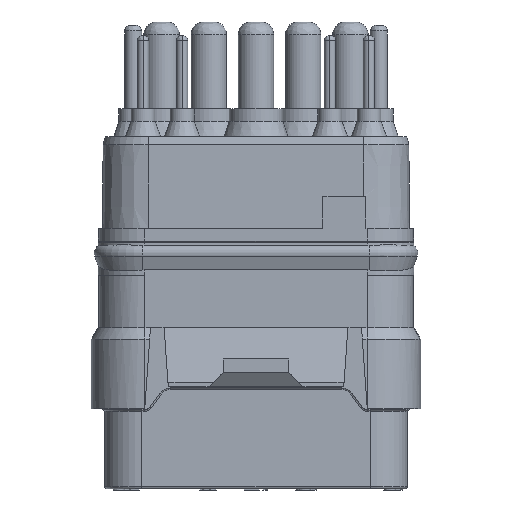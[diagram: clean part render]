
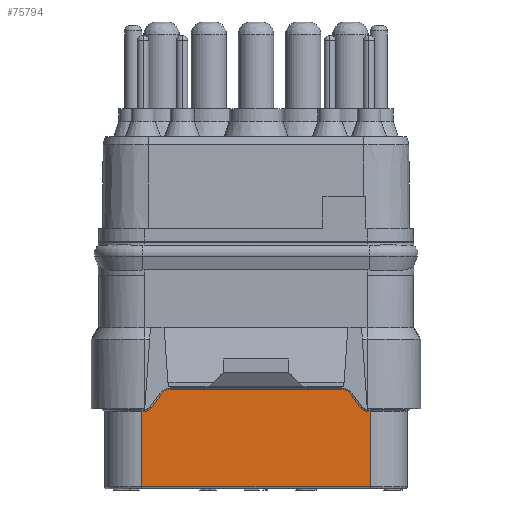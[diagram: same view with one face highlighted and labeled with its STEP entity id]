
A CAD part, front view. The second image highlights one B-rep face of the part: STEP entity #75794.
In plain terms, the highlighted planar face has unit normal (0, -1, 0).
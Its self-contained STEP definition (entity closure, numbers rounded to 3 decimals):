
#12559=DIRECTION('',(-1.,0.,0.));
#12560=VECTOR('',#12559,10.4);
#12561=CARTESIAN_POINT('',(5.2,-5.875,-11.78));
#12562=LINE('',#12561,#12560);
#12563=DIRECTION('',(-1.,0.,0.));
#12564=VECTOR('',#12563,0.1);
#12565=CARTESIAN_POINT('',(-5.1,-5.875,-8.36));
#12566=LINE('',#12565,#12564);
#12567=CARTESIAN_POINT('',(-5.1,-5.875,-7.98));
#12568=DIRECTION('',(0.,1.,0.));
#12569=DIRECTION('',(0.8,0.,-0.6));
#12570=AXIS2_PLACEMENT_3D('',#12567,#12568,#12569);
#12572=DIRECTION('',(-0.6,0.,-0.8));
#12573=VECTOR('',#12572,0.8);
#12574=CARTESIAN_POINT('',(-4.316,-5.875,-7.568));
#12575=LINE('',#12574,#12573);
#12576=CARTESIAN_POINT('',(-3.9,-5.875,-7.88));
#12577=DIRECTION('',(0.,-1.,0.));
#12578=DIRECTION('',(0.,0.,1.));
#12579=AXIS2_PLACEMENT_3D('',#12576,#12577,#12578);
#12581=DIRECTION('',(-1.,0.,0.));
#12582=VECTOR('',#12581,7.8);
#12583=CARTESIAN_POINT('',(3.9,-5.875,-7.36));
#12584=LINE('',#12583,#12582);
#12585=CARTESIAN_POINT('',(3.9,-5.875,-7.88));
#12586=DIRECTION('',(0.,-1.,0.));
#12587=DIRECTION('',(0.8,0.,0.6));
#12588=AXIS2_PLACEMENT_3D('',#12585,#12586,#12587);
#12590=DIRECTION('',(-0.6,0.,0.8));
#12591=VECTOR('',#12590,0.8);
#12592=CARTESIAN_POINT('',(4.796,-5.875,-8.208));
#12593=LINE('',#12592,#12591);
#12594=CARTESIAN_POINT('',(5.1,-5.875,-7.98));
#12595=DIRECTION('',(0.,1.,0.));
#12596=DIRECTION('',(0.,0.,-1.));
#12597=AXIS2_PLACEMENT_3D('',#12594,#12595,#12596);
#12599=DIRECTION('',(-1.,0.,0.));
#12600=VECTOR('',#12599,0.1);
#12601=CARTESIAN_POINT('',(5.2,-5.875,-8.36));
#12602=LINE('',#12601,#12600);
#12603=DIRECTION('',(0.,0.,-1.));
#12604=VECTOR('',#12603,3.42);
#12605=CARTESIAN_POINT('',(5.2,-5.875,-8.36));
#12606=LINE('',#12605,#12604);
#15049=DIRECTION('',(0.,0.,-1.));
#15050=VECTOR('',#15049,3.42);
#15051=CARTESIAN_POINT('',(-5.2,-5.875,-8.36));
#15052=LINE('',#15051,#15050);
#50158=CARTESIAN_POINT('',(5.2,-5.875,-8.36));
#50159=CARTESIAN_POINT('',(5.1,-5.875,-8.36));
#50160=VERTEX_POINT('',#50158);
#50161=VERTEX_POINT('',#50159);
#50164=CARTESIAN_POINT('',(4.796,-5.875,-8.208));
#50165=VERTEX_POINT('',#50164);
#50168=CARTESIAN_POINT('',(4.316,-5.875,-7.568));
#50169=VERTEX_POINT('',#50168);
#50172=CARTESIAN_POINT('',(3.9,-5.875,-7.36));
#50173=VERTEX_POINT('',#50172);
#50176=CARTESIAN_POINT('',(-3.9,-5.875,-7.36));
#50177=VERTEX_POINT('',#50176);
#50180=CARTESIAN_POINT('',(-4.316,-5.875,-7.568));
#50181=VERTEX_POINT('',#50180);
#50184=CARTESIAN_POINT('',(-4.796,-5.875,-8.208));
#50185=VERTEX_POINT('',#50184);
#50188=CARTESIAN_POINT('',(-5.1,-5.875,-8.36));
#50189=VERTEX_POINT('',#50188);
#50192=CARTESIAN_POINT('',(-5.2,-5.875,-8.36));
#50193=VERTEX_POINT('',#50192);
#50324=CARTESIAN_POINT('',(5.2,-5.875,-11.78));
#50325=CARTESIAN_POINT('',(-5.2,-5.875,-11.78));
#50326=VERTEX_POINT('',#50324);
#50327=VERTEX_POINT('',#50325);
#75772=CARTESIAN_POINT('',(5.2,-5.875,-8.28));
#75773=DIRECTION('',(0.,-1.,0.));
#75774=DIRECTION('',(-1.,0.,0.));
#75775=AXIS2_PLACEMENT_3D('',#75772,#75773,#75774);
#75776=PLANE('',#75775);
#75778=ORIENTED_EDGE('',*,*,#75777,.T.);
#75780=ORIENTED_EDGE('',*,*,#75779,.F.);
#75781=ORIENTED_EDGE('',*,*,#75571,.F.);
#75782=ORIENTED_EDGE('',*,*,#75587,.F.);
#75783=ORIENTED_EDGE('',*,*,#75628,.F.);
#75784=ORIENTED_EDGE('',*,*,#75643,.F.);
#75785=ORIENTED_EDGE('',*,*,#75684,.F.);
#75786=ORIENTED_EDGE('',*,*,#75699,.F.);
#75787=ORIENTED_EDGE('',*,*,#75740,.F.);
#75788=ORIENTED_EDGE('',*,*,#75754,.F.);
#75789=ORIENTED_EDGE('',*,*,#75275,.F.);
#75791=ORIENTED_EDGE('',*,*,#75790,.T.);
#75792=EDGE_LOOP('',(#75778,#75780,#75781,#75782,#75783,#75784,#75785,#75786,
#75787,#75788,#75789,#75791));
#75793=FACE_OUTER_BOUND('',#75792,.F.);
#75794=ADVANCED_FACE('',(#75793),#75776,.T.);
#12571=CIRCLE('',#12570,0.38);
#12580=CIRCLE('',#12579,0.52);
#12589=CIRCLE('',#12588,0.52);
#12598=CIRCLE('',#12597,0.38);
#75275=EDGE_CURVE('',#50160,#50161,#12602,.T.);
#75571=EDGE_CURVE('',#50189,#50193,#12566,.T.);
#75587=EDGE_CURVE('',#50185,#50189,#12571,.T.);
#75628=EDGE_CURVE('',#50181,#50185,#12575,.T.);
#75643=EDGE_CURVE('',#50177,#50181,#12580,.T.);
#75684=EDGE_CURVE('',#50173,#50177,#12584,.T.);
#75699=EDGE_CURVE('',#50169,#50173,#12589,.T.);
#75740=EDGE_CURVE('',#50165,#50169,#12593,.T.);
#75754=EDGE_CURVE('',#50161,#50165,#12598,.T.);
#75777=EDGE_CURVE('',#50326,#50327,#12562,.T.);
#75779=EDGE_CURVE('',#50193,#50327,#15052,.T.);
#75790=EDGE_CURVE('',#50160,#50326,#12606,.T.);
